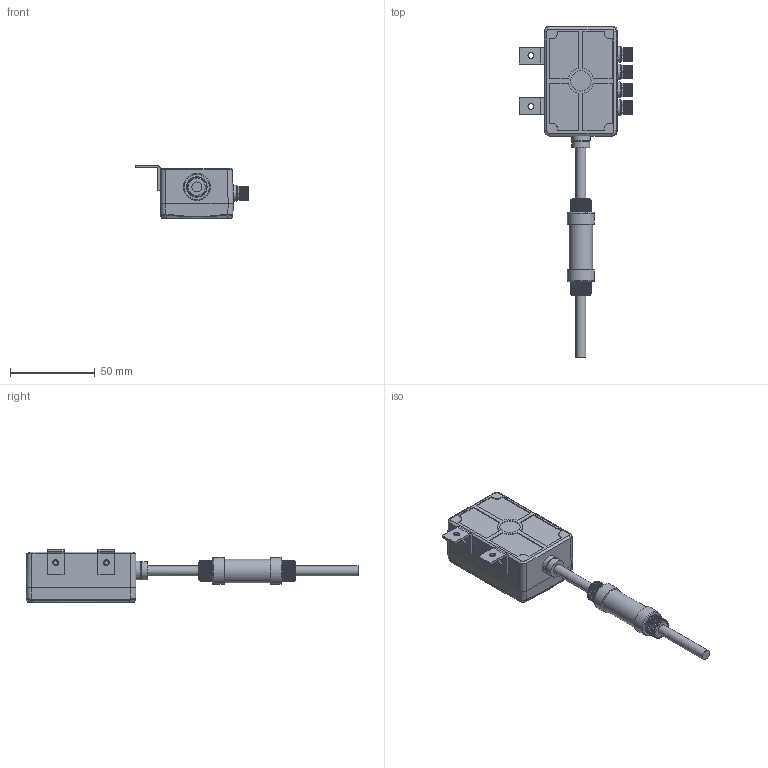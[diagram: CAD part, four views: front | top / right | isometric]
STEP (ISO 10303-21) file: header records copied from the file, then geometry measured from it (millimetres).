
FILE_DESCRIPTION(/* description */ (''),/* implementation_level */ '2;1');
FILE_NAME(/* name */ '',/* time_stamp */ '2024-10-30T09:33:52+08:00',/* author */ (''),/* organization */ (''),/* preprocessor_version */ 'ST-DEVELOPER v14',/* originating_system */ 'SIEMENS PLM Software NX 8.0',/* authorisation */ '');
FILE_SCHEMA (('AUTOMOTIVE_DESIGN { 1 0 10303 214 3 1 1 1 }'));
Products named in the file (1): S002-8F_stp
Bounding box: 67.25 x 196.19 x 31.75 mm (x, y, z)
Volume: 94391.7 mm3; surface area: 20363 mm2
Topology: 3 solids, 7 shells, 1478 faces, 4046 edges, 2683 vertices
Faces by surface type: plane 1082, cylinder 287, bspline 45, extrusion 28, torus 20, cone 16
Full cylindrical faces by diameter (mm): 2.3 x4, 2.8 x4, 3.5 x4, 3.95 x4, 4 x4, 4.2 x4, 4.8 x4, 5.9 x2, 5.98 x2, 6.9 x4, 8 x4, 8.75 x1, 10 x1, 10.75 x1, 11 x1, 12 x3, 13.9 x1, 15.9 x2
Entity records: 62546 total; most frequent: CARTESIAN_POINT 18359, ORIENTED_EDGE 7896, DIRECTION 7265, EDGE_CURVE 3948, VECTOR 2793, LINE 2765, VERTEX_POINT 2653, AXIS2_PLACEMENT_3D 2236
